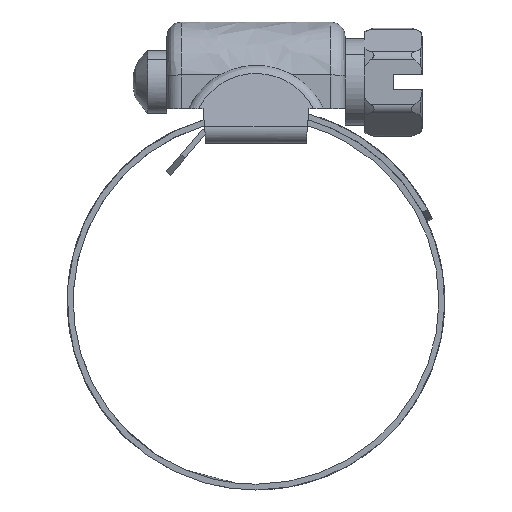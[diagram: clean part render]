
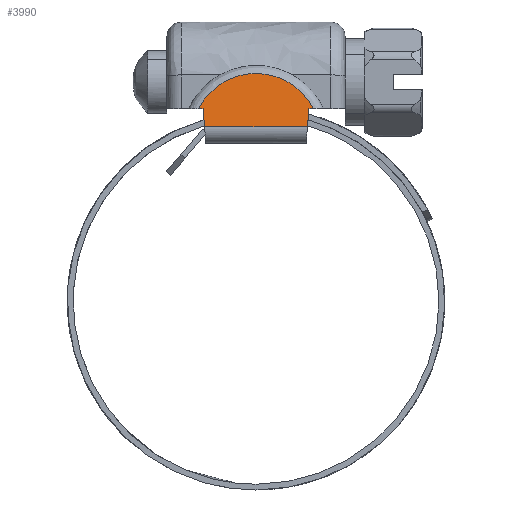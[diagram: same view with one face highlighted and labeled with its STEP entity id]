
A CAD part, front view. The second image highlights one B-rep face of the part: STEP entity #3990.
In plain terms, the highlighted free-form (B-spline) face has degree [1, 1] with [2, 2] control points.
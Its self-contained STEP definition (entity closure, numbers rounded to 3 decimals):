
#2913=CARTESIAN_POINT('',(-5.344,-7.786,11.202));
#2914=VERTEX_POINT('',#2913);
#2936=CARTESIAN_POINT('',(5.344,-7.786,11.202));
#2937=VERTEX_POINT('',#2936);
#2951=CARTESIAN_POINT('',(-5.344,-7.786,11.202));
#2952=CARTESIAN_POINT('',(5.344,-7.786,11.202));
#2953=QUASI_UNIFORM_CURVE('',1,(#2951,#2952),.UNSPECIFIED.,.F.,.U.);
#2954=EDGE_CURVE('',#2914,#2937,#2953,.T.);
#3148=CARTESIAN_POINT('',(-5.962,-7.502,13.077));
#3149=VERTEX_POINT('',#3148);
#3173=CARTESIAN_POINT('',(5.962,-7.502,13.077));
#3174=VERTEX_POINT('',#3173);
#3175=CARTESIAN_POINT('',(5.962,-7.502,13.077));
#3176=CARTESIAN_POINT('',(4.098,-6.948,16.727));
#3177=CARTESIAN_POINT('',(0.,-6.948,16.727));
#3178=CARTESIAN_POINT('',(-4.098,-6.948,16.727));
#3179=CARTESIAN_POINT('',(-5.962,-7.502,13.077));
#3187=(BOUNDED_CURVE()B_SPLINE_CURVE(2,(#3175,#3176,#3177,#3178,#3179),.UNSPECIFIED.,.F.,.U.)B_SPLINE_CURVE_WITH_KNOTS((3,2,3),(0.0,0.5,1.0),.UNSPECIFIED.)CURVE()GEOMETRIC_REPRESENTATION_ITEM()RATIONAL_B_SPLINE_CURVE((1.0,0.853,1.0,0.853,1.0))REPRESENTATION_ITEM(''));
#3188=EDGE_CURVE('',#3174,#3149,#3187,.T.);
#3957=CARTESIAN_POINT('',(-6.558,-6.906,17.003));
#3958=CARTESIAN_POINT('',(-6.558,-7.828,10.926));
#3959=CARTESIAN_POINT('',(6.558,-6.906,17.003));
#3960=CARTESIAN_POINT('',(6.558,-7.828,10.926));
#3961=B_SPLINE_SURFACE_WITH_KNOTS('',1,1,((#3957,#3959),(#3958,#3960)),.UNSPECIFIED.,.F.,.F.,.U.,(2,2),(2,2),(0.0,6.147),(0.0,13.116),.UNSPECIFIED.);
#3962=CARTESIAN_POINT('',(-5.5,-7.502,13.077));
#3963=VERTEX_POINT('',#3962);
#3964=CARTESIAN_POINT('',(-5.5,-7.502,13.077));
#3965=CARTESIAN_POINT('',(-5.344,-7.786,11.202));
#3966=QUASI_UNIFORM_CURVE('',1,(#3964,#3965),.UNSPECIFIED.,.F.,.U.);
#3967=EDGE_CURVE('',#3963,#2914,#3966,.T.);
#3968=ORIENTED_EDGE('',*,*,#3967,.T.);
#3969=ORIENTED_EDGE('',*,*,#2954,.T.);
#3970=CARTESIAN_POINT('',(5.5,-7.502,13.077));
#3971=VERTEX_POINT('',#3970);
#3972=CARTESIAN_POINT('',(5.344,-7.786,11.202));
#3973=CARTESIAN_POINT('',(5.5,-7.502,13.077));
#3974=QUASI_UNIFORM_CURVE('',1,(#3972,#3973),.UNSPECIFIED.,.F.,.U.);
#3975=EDGE_CURVE('',#2937,#3971,#3974,.T.);
#3976=ORIENTED_EDGE('',*,*,#3975,.T.);
#3977=CARTESIAN_POINT('',(5.5,-7.502,13.077));
#3978=CARTESIAN_POINT('',(5.962,-7.502,13.077));
#3979=QUASI_UNIFORM_CURVE('',1,(#3977,#3978),.UNSPECIFIED.,.F.,.U.);
#3980=EDGE_CURVE('',#3971,#3174,#3979,.T.);
#3981=ORIENTED_EDGE('',*,*,#3980,.T.);
#3982=ORIENTED_EDGE('',*,*,#3188,.T.);
#3983=CARTESIAN_POINT('',(-5.962,-7.502,13.077));
#3984=CARTESIAN_POINT('',(-5.5,-7.502,13.077));
#3985=QUASI_UNIFORM_CURVE('',1,(#3983,#3984),.UNSPECIFIED.,.F.,.U.);
#3986=EDGE_CURVE('',#3149,#3963,#3985,.T.);
#3987=ORIENTED_EDGE('',*,*,#3986,.T.);
#3988=EDGE_LOOP('',(#3968,#3969,#3976,#3981,#3982,#3987));
#3989=FACE_OUTER_BOUND('',#3988,.T.);
#3990=ADVANCED_FACE('',(#3989),#3961,.T.);
